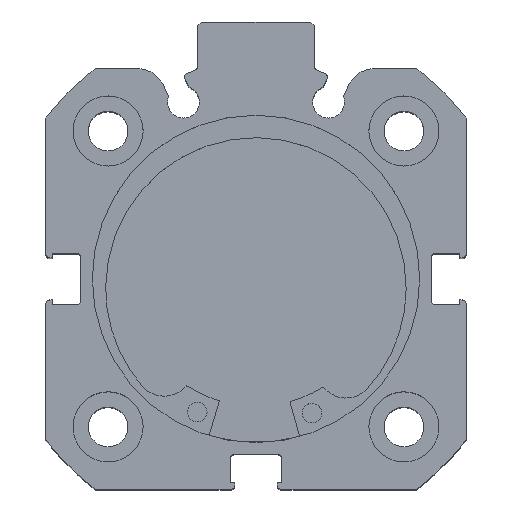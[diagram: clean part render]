
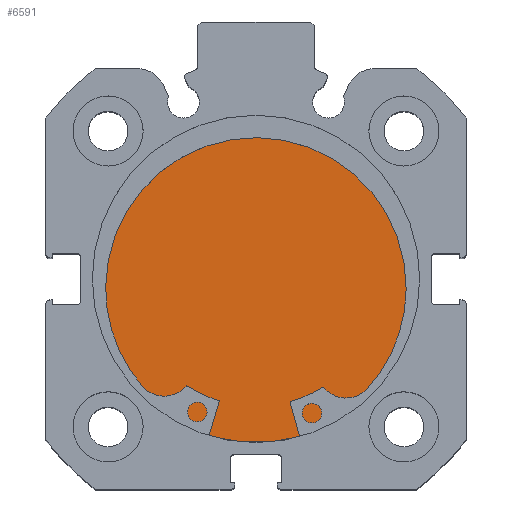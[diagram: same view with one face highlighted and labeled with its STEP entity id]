
A CAD part, top view. The second image highlights one B-rep face of the part: STEP entity #6591.
In plain terms, the highlighted face is planar.
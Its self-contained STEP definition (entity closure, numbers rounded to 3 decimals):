
#125 = VERTEX_POINT ( 'NONE', #301 ) ;
#152 = VERTEX_POINT ( 'NONE', #409 ) ;
#301 = CARTESIAN_POINT ( 'NONE',  ( 8.5, 0., -21. ) ) ;
#409 = CARTESIAN_POINT ( 'NONE',  ( 8.5, 0., 21. ) ) ;
#1505 = CARTESIAN_POINT ( 'NONE',  ( 8.5, 0., 0. ) ) ;
#1513 = DIRECTION ( 'NONE',  ( -1., 0., 0. ) ) ;
#1514 = DIRECTION ( 'NONE',  ( 0., 0., 1. ) ) ;
#1646 = DIRECTION ( 'NONE',  ( -1., 0., 0. ) ) ;
#1648 = CARTESIAN_POINT ( 'NONE',  ( 8.5, 0., 0. ) ) ;
#1653 = DIRECTION ( 'NONE',  ( 0., 0., 1. ) ) ;
#2193 = CIRCLE ( 'NONE', #3982, 21. ) ;
#2817 = FACE_OUTER_BOUND ( 'NONE', #4595, .T. ) ;
#3517 = CARTESIAN_POINT ( 'NONE',  ( 8.5, 21., 0. ) ) ;
#3518 = PLANE ( 'NONE',  #4277 ) ;
#3520 = DIRECTION ( 'NONE',  ( -1., 0., 0. ) ) ;
#3521 = DIRECTION ( 'NONE',  ( 0., 0., 1. ) ) ;
#3963 = AXIS2_PLACEMENT_3D ( 'NONE', #1505, #1513, #1514 ) ;
#3982 = AXIS2_PLACEMENT_3D ( 'NONE', #1648, #1646, #1653 ) ;
#4277 = AXIS2_PLACEMENT_3D ( 'NONE', #3517, #3520, #3521 ) ;
#4474 = ORIENTED_EDGE ( 'NONE', *, *, #4641, .F. ) ;
#4483 = ORIENTED_EDGE ( 'NONE', *, *, #4892, .F. ) ;
#4595 = EDGE_LOOP ( 'NONE', ( #4474, #4483 ) ) ;
#4641 = EDGE_CURVE ( 'NONE', #152, #125, #6177, .T. ) ;
#4892 = EDGE_CURVE ( 'NONE', #125, #152, #2193, .T. ) ;
#6177 = CIRCLE ( 'NONE', #3963, 21. ) ;
#6591 = ADVANCED_FACE ( 'NONE', ( #2817 ), #3518, .F. ) ;
